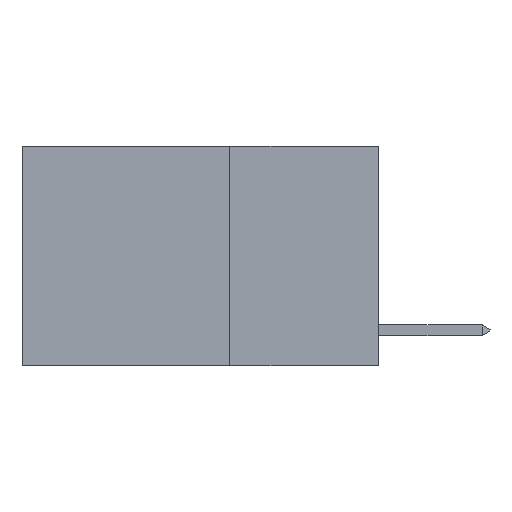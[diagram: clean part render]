
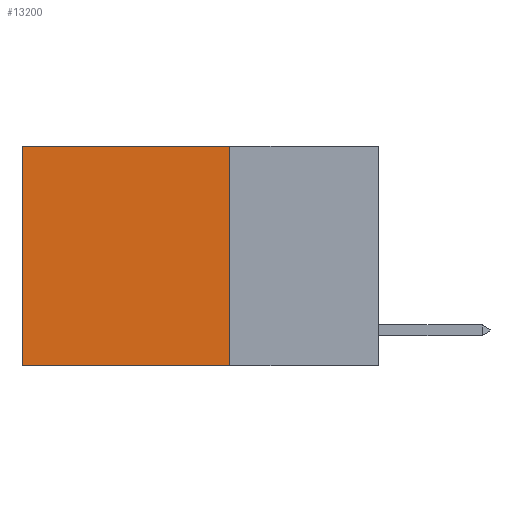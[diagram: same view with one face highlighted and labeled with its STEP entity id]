
A CAD part, left-side view. The second image highlights one B-rep face of the part: STEP entity #13200.
In plain terms, the highlighted planar face has unit normal (-1, 0, 0).
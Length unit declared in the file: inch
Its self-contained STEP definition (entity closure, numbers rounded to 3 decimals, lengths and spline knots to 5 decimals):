
#78 = LINE ( 'NONE', #16918, #1823 ) ;
#1352 = DIRECTION ( 'NONE',  ( 0., 0., -1. ) ) ;
#1823 = VECTOR ( 'NONE', #1352, 39.37008 ) ;
#2218 = PLANE ( 'NONE',  #3933 ) ;
#3397 = CARTESIAN_POINT ( 'NONE',  ( 0.2625, 0.25, 0. ) ) ;
#3449 = EDGE_CURVE ( 'NONE', #10163, #6029, #78, .T. ) ;
#3544 = ORIENTED_EDGE ( 'NONE', *, *, #3449, .T. ) ;
#3921 = EDGE_CURVE ( 'NONE', #12505, #6029, #17069, .T. ) ;
#3933 = AXIS2_PLACEMENT_3D ( 'NONE', #24967, #27429, #4710 ) ;
#4710 = DIRECTION ( 'NONE',  ( 0., 0., -1. ) ) ;
#4922 = FACE_OUTER_BOUND ( 'NONE', #20193, .T. ) ;
#5126 = LINE ( 'NONE', #3397, #28128 ) ;
#6029 = VERTEX_POINT ( 'NONE', #9412 ) ;
#9412 = CARTESIAN_POINT ( 'NONE',  ( 0.2625, 0.6, -0.37 ) ) ;
#9661 = ORIENTED_EDGE ( 'NONE', *, *, #3921, .F. ) ;
#10163 = VERTEX_POINT ( 'NONE', #22038 ) ;
#10230 = VERTEX_POINT ( 'NONE', #13024 ) ;
#10670 = VECTOR ( 'NONE', #21497, 39.37008 ) ;
#12165 = DIRECTION ( 'NONE',  ( 0., 1., 0. ) ) ;
#12505 = VERTEX_POINT ( 'NONE', #22325 ) ;
#12589 = DIRECTION ( 'NONE',  ( 0., 0., -1. ) ) ;
#13024 = CARTESIAN_POINT ( 'NONE',  ( 0.2625, 0.25, 0. ) ) ;
#13200 = ADVANCED_FACE ( 'NONE', ( #4922 ), #2218, .F. ) ;
#14676 = CARTESIAN_POINT ( 'NONE',  ( 0.2625, 0.25, -0.37 ) ) ;
#16287 = EDGE_CURVE ( 'NONE', #10230, #12505, #5126, .T. ) ;
#16918 = CARTESIAN_POINT ( 'NONE',  ( 0.2625, 0.6, 0. ) ) ;
#17069 = LINE ( 'NONE', #14676, #10670 ) ;
#17688 = ORIENTED_EDGE ( 'NONE', *, *, #28925, .T. ) ;
#18385 = ORIENTED_EDGE ( 'NONE', *, *, #16287, .F. ) ;
#20193 = EDGE_LOOP ( 'NONE', ( #3544, #9661, #18385, #17688 ) ) ;
#21497 = DIRECTION ( 'NONE',  ( 0., 1., 0. ) ) ;
#22038 = CARTESIAN_POINT ( 'NONE',  ( 0.2625, 0.6, 0. ) ) ;
#22325 = CARTESIAN_POINT ( 'NONE',  ( 0.2625, 0.25, -0.37 ) ) ;
#24967 = CARTESIAN_POINT ( 'NONE',  ( 0.2625, 0.25, 0. ) ) ;
#26335 = VECTOR ( 'NONE', #12165, 39.37008 ) ;
#27429 = DIRECTION ( 'NONE',  ( 1., 0., 0. ) ) ;
#28128 = VECTOR ( 'NONE', #12589, 39.37008 ) ;
#28277 = CARTESIAN_POINT ( 'NONE',  ( 0.2625, 0.25, 0. ) ) ;
#28925 = EDGE_CURVE ( 'NONE', #10230, #10163, #29186, .T. ) ;
#29186 = LINE ( 'NONE', #28277, #26335 ) ;
